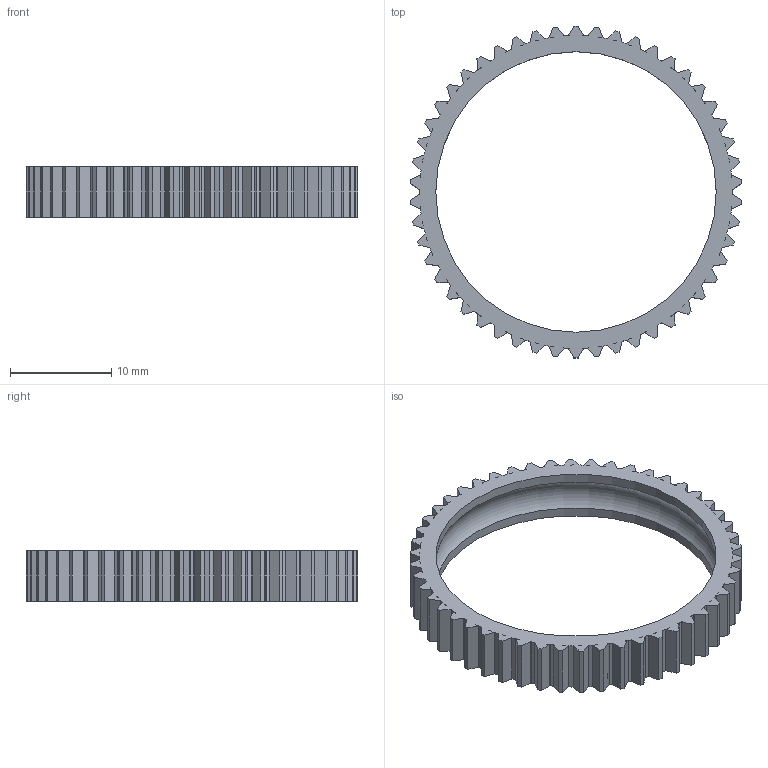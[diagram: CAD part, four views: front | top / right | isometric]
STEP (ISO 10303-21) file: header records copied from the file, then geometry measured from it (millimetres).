
FILE_DESCRIPTION(/* description */ (''),/* implementation_level */ '2;1');
FILE_NAME(/* name */ 'FlexSpline_new 50t v6.step',/* time_stamp */ '2024-05-28T16:41:56+02:00',/* author */ (''),/* organization */ (''),/* preprocessor_version */ 'ST-DEVELOPER v20',/* originating_system */ 'Autodesk Translation Framework v13.14.0.145',/* authorisation */ '');
FILE_SCHEMA (('AUTOMOTIVE_DESIGN { 1 0 10303 214 3 1 1 }'));
Length unit declared in the file: millimetre
Products named in the file (2): FlexSpline_new 50t; flex
Assembly tree (1 placements, depth 2):
  FlexSpline_new 50t
    flex
Bounding box: 32.68 x 32.72 x 5 mm (x, y, z)
Volume: 828.9 mm3; surface area: 1778 mm2
Topology: 1 solids, 1 shells, 329 faces, 981 edges, 654 vertices
Faces by surface type: plane 214, cylinder 114, torus 1
Full cylindrical faces by diameter (mm): 27.645 x2
Entity records: 11247 total; most frequent: CARTESIAN_POINT 1967, ORIENTED_EDGE 1962, DIRECTION 1876, EDGE_CURVE 981, LINE 750, VECTOR 750, VERTEX_POINT 654, AXIS2_PLACEMENT_3D 563
